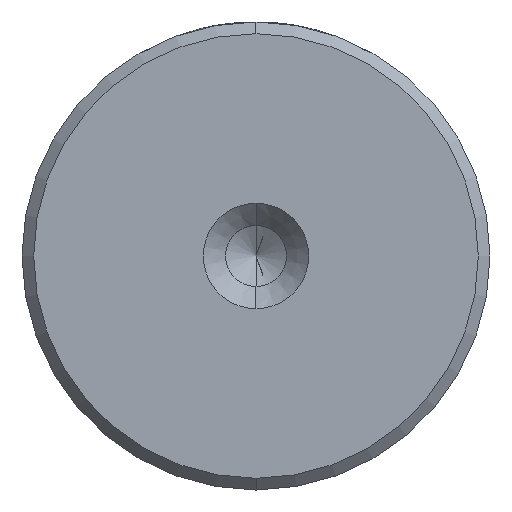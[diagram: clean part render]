
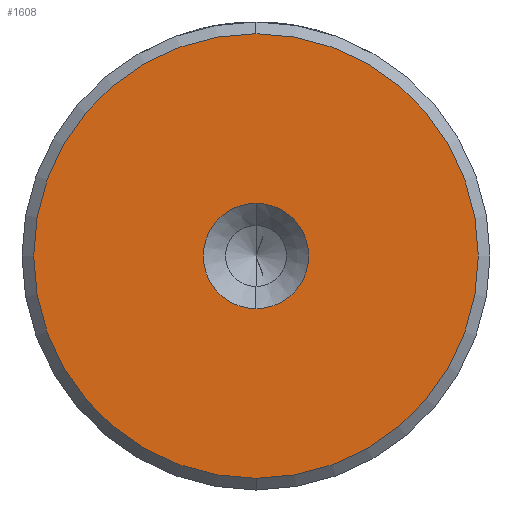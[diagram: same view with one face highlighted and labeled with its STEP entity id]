
A CAD part, left-side view. The second image highlights one B-rep face of the part: STEP entity #1608.
In plain terms, the highlighted planar face has unit normal (-1, 0, 0).
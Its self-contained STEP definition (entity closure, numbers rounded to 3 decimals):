
#22 = CARTESIAN_POINT ( 'NONE',  ( 0., 0., 0. ) ) ;
#203 = AXIS2_PLACEMENT_3D ( 'NONE', #22, #800, #2654 ) ;
#271 = PLANE ( 'NONE',  #203 ) ;
#335 = CARTESIAN_POINT ( 'NONE',  ( 0., 0., 0. ) ) ;
#409 = VERTEX_POINT ( 'NONE', #1469 ) ;
#433 = CIRCLE ( 'NONE', #2356, 9.5 ) ;
#493 = VERTEX_POINT ( 'NONE', #3264 ) ;
#553 = CARTESIAN_POINT ( 'NONE',  ( 0., 0., 0. ) ) ;
#562 = ORIENTED_EDGE ( 'NONE', *, *, #2864, .T. ) ;
#588 = DIRECTION ( 'NONE',  ( 0., 0., 1. ) ) ;
#606 = EDGE_LOOP ( 'NONE', ( #1757, #562 ) ) ;
#650 = CIRCLE ( 'NONE', #1075, 2.25 ) ;
#709 = FACE_BOUND ( 'NONE', #3396, .T. ) ;
#793 = FACE_OUTER_BOUND ( 'NONE', #606, .T. ) ;
#800 = DIRECTION ( 'NONE',  ( -1., 0., 0. ) ) ;
#814 = DIRECTION ( 'NONE',  ( 0., 0., 1. ) ) ;
#859 = CIRCLE ( 'NONE', #1510, 9.5 ) ;
#891 = CIRCLE ( 'NONE', #909, 2.25 ) ;
#909 = AXIS2_PLACEMENT_3D ( 'NONE', #553, #2403, #814 ) ;
#1013 = DIRECTION ( 'NONE',  ( -1., 0., 0. ) ) ;
#1055 = EDGE_CURVE ( 'NONE', #409, #493, #650, .T. ) ;
#1075 = AXIS2_PLACEMENT_3D ( 'NONE', #2945, #1353, #3194 ) ;
#1353 = DIRECTION ( 'NONE',  ( -1., 0., 0. ) ) ;
#1469 = CARTESIAN_POINT ( 'NONE',  ( 0., 0., 2.25 ) ) ;
#1510 = AXIS2_PLACEMENT_3D ( 'NONE', #2604, #1013, #2882 ) ;
#1608 = ADVANCED_FACE ( 'NONE', ( #793, #709 ), #271, .T. ) ;
#1757 = ORIENTED_EDGE ( 'NONE', *, *, #2488, .T. ) ;
#2170 = DIRECTION ( 'NONE',  ( -1., 0., 0. ) ) ;
#2356 = AXIS2_PLACEMENT_3D ( 'NONE', #335, #2170, #588 ) ;
#2403 = DIRECTION ( 'NONE',  ( -1., 0., 0. ) ) ;
#2488 = EDGE_CURVE ( 'NONE', #2970, #2627, #433, .T. ) ;
#2514 = ORIENTED_EDGE ( 'NONE', *, *, #2933, .F. ) ;
#2604 = CARTESIAN_POINT ( 'NONE',  ( 0., 0., 0. ) ) ;
#2627 = VERTEX_POINT ( 'NONE', #2771 ) ;
#2654 = DIRECTION ( 'NONE',  ( 0., 0., 1. ) ) ;
#2683 = CARTESIAN_POINT ( 'NONE',  ( 0., 0., -9.5 ) ) ;
#2771 = CARTESIAN_POINT ( 'NONE',  ( 0., 0., 9.5 ) ) ;
#2864 = EDGE_CURVE ( 'NONE', #2627, #2970, #859, .T. ) ;
#2882 = DIRECTION ( 'NONE',  ( 0., 0., 1. ) ) ;
#2933 = EDGE_CURVE ( 'NONE', #493, #409, #891, .T. ) ;
#2945 = CARTESIAN_POINT ( 'NONE',  ( 0., 0., 0. ) ) ;
#2970 = VERTEX_POINT ( 'NONE', #2683 ) ;
#3194 = DIRECTION ( 'NONE',  ( 0., 0., 1. ) ) ;
#3264 = CARTESIAN_POINT ( 'NONE',  ( 0., 0., -2.25 ) ) ;
#3360 = ORIENTED_EDGE ( 'NONE', *, *, #1055, .F. ) ;
#3396 = EDGE_LOOP ( 'NONE', ( #3360, #2514 ) ) ;
